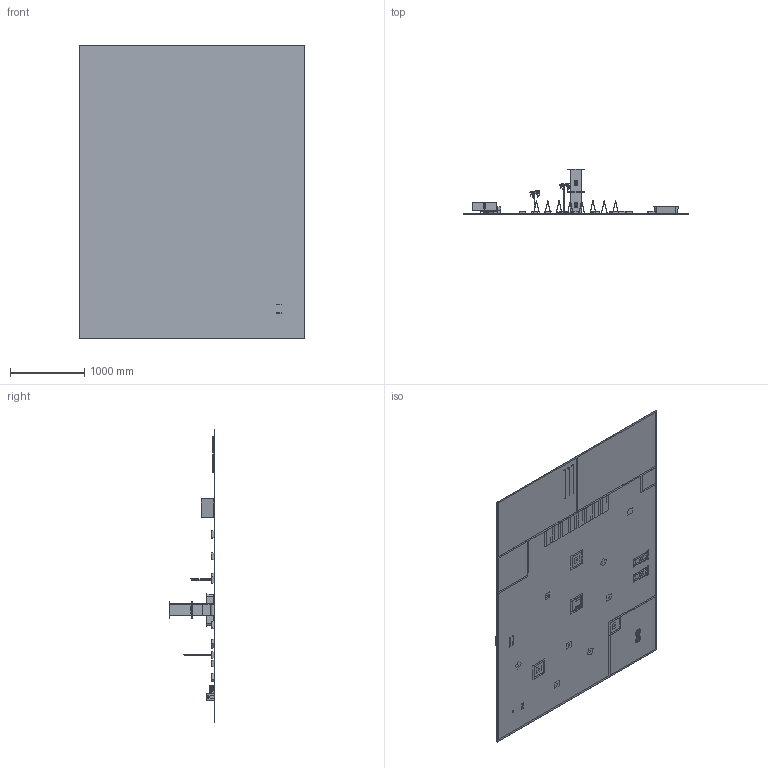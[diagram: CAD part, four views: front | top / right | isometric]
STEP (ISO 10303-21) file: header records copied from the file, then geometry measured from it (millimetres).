
FILE_DESCRIPTION (( 'STEP AP214' ), '1' );
FILE_NAME ('FIeld Assembly.STEP', '2021-09-14T02:06:15', ( '' ), ( '' ), 'SwSTEP 2.0', 'SolidWorks 2019', '' );
FILE_SCHEMA (( 'AUTOMOTIVE_DESIGN' ));
Length unit declared in the file: inch
Products named in the file (65): PCV PIPE - 0.5 inch_Scrap Pipe; Fence Panel_Fence Panel; pipe stack base_Pipe Bundle Base; No 6 Screw_No 6 x 0.5; 90473A031_LOW-STRENGTH STEEL HEX NUT 3_8-16_90473A031; Light Base Assembly_Light Base; Field Floor; Compressor Tank_Compressor Tank; Bundle ZipTie_7130K15; Masonite Base Parts_Short Edge; Masonite Base Parts_Long Edge; PCV PIPE - 0.5 inch_Short Tree trunk; Building spacer 1x4_Thick Spacer; Tree Base_Tree Base; compressor 1x2s_Compressor Small End; Masonite Base Parts_Base; Fence Base_Fence Base; Light Pole Assembly_Light Pole Assembly; Masonite Base Parts_Thin Spacer; No 6 Screw_No 6 x 1.63; Light Base_Light Stabilizer; Base Assembly_Building Base; Fence Top_Fence Top; Wall_Wall; PCV PIPE - 0.5 inch_Long Tree Trunk; compressor 1x2s_Compressor Horizontal; Trailer_Trailer; Compressor_Compressor; Trailer Base_Trailer Base; Upper Cup Assembly_Upper Cup Assembly; FIeld Assembly; Lower Cup Assembly_Lower Cup Assembly; Base Assembly_Building Roof; 16oz. Red Solo Cup_16 oz plastic cup; Field Tape Border_1" GAFFER TAPE; Cotton Ball_Cotton Ball; Pipe Stack_Pipe Bundle; PCV PIPE - 0.5 inch_ Bundle Pipe; Open Cardboard Box_Open Box; Base Assembly_Building Mid Level ...
Assembly tree (183 placements, depth 4):
  FIeld Assembly
    Field Tape Border_1" GAFFER TAPE
    Field Floor
    Building Assembly_Building
      Base Assembly_Building Base
        Masonite Base Parts_Base
        Masonite Base Parts_Long Edge  x2
        Masonite Base Parts_Short Edge  x2
        Building spacer 1x4_Thick Spacer
      Wall_Wall  x8
      Base Assembly_Building Mid Level
        Masonite Base Parts_Base
        Masonite Base Parts_Long Edge  x4
        Masonite Base Parts_Short Edge  x4
        Masonite Base Parts_Thin Spacer
        Building spacer 1x4_Thick Spacer
      Base Assembly_Building Roof
        Masonite Base Parts_Base
        Masonite Base Parts_Long Edge  x2
        Masonite Base Parts_Short Edge  x2
        Masonite Base Parts_Thin Spacer
      PCV PIPE - 0.5 inch_Scrap Pipe  x8
      Cotton Ball_Cotton Ball  x6
      Romex_Scrap Wire  x6
      Upper Cup Assembly_Upper Cup Assembly
        16oz. Red Solo Cup_16 oz plastic cup
        90473A031_LOW-STRENGTH STEEL HEX NUT 3_8-16_90473A031  x25
      Lower Cup Assembly_Lower Cup Assembly
        16oz. Red Solo Cup_16 oz plastic cup
        Tile Piece_Tile Object  x3
    Trailer_Trailer
      Trailer Base_Trailer Base
      PCV PIPE wheels_Trailer Wheel  x2
      Open Cardboard Box_Open Box  x2
      No 6 Screw_No 6 x 0.5  x4
    Fence Panel_Fence Panel
      Fence Base_Fence Base
      Fence Top_Fence Top
    Fence Panel_Fence Panel
      Fence Base_Fence Base
      Fence Top_Fence Top
    Fence Panel_Fence Panel
      Fence Base_Fence Base
      Fence Top_Fence Top
    Fence Panel_Fence Panel
      Fence Base_Fence Base
      Fence Top_Fence Top
    Fence Panel_Fence Panel
      Fence Base_Fence Base
      Fence Top_Fence Top
    Fence Panel_Fence Panel
      Fence Base_Fence Base
      Fence Top_Fence Top
    Fence Panel_Fence Panel
      Fence Base_Fence Base
      Fence Top_Fence Top
    Fence Panel_Fence Panel
      Fence Base_Fence Base
      Fence Top_Fence Top
    Pipe Stack_Pipe Bundle
Bounding box: 3048 x 608.97 x 3962.4 mm (x, y, z)
Volume: 44346333.3 mm3; surface area: 32136921.5 mm2
Topology: 183 solids, 183 shells, 2748 faces, 6222 edges, 3802 vertices
Faces by surface type: plane 1340, cylinder 592, cone 452, torus 233, bspline 103, sphere 28
Entity records: 32510 total; most frequent: CARTESIAN_POINT 7100, DIRECTION 4739, ORIENTED_EDGE 4182, EDGE_CURVE 2091, AXIS2_PLACEMENT_3D 1726, VERTEX_POINT 1294, VECTOR 1287, LINE 1287
